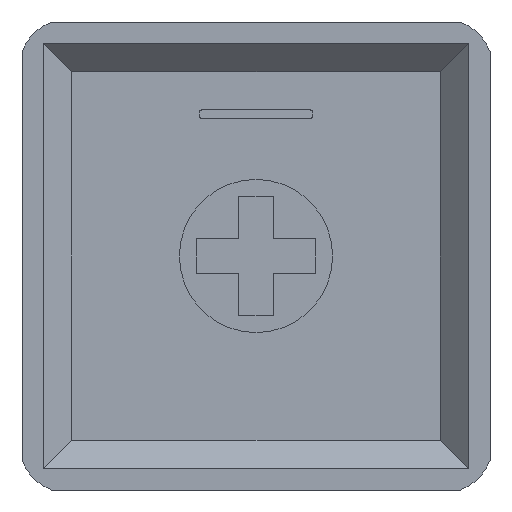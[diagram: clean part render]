
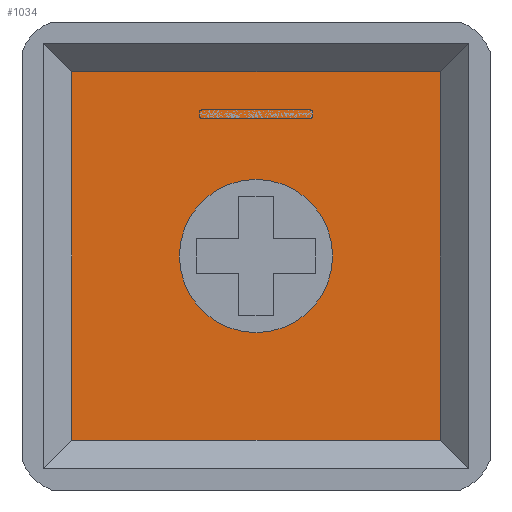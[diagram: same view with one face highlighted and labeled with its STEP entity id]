
A CAD part, front view. The second image highlights one B-rep face of the part: STEP entity #1034.
In plain terms, the highlighted planar face has unit normal (0, -1, 0).
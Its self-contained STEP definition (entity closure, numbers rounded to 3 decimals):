
#23=FACE_BOUND('',#395,.T.);
#34=PLANE('',#1110);
#92=CIRCLE('',#1111,2.7);
#136=LINE('',#2090,#225);
#137=LINE('',#2093,#226);
#139=LINE('',#2097,#228);
#140=LINE('',#2098,#229);
#225=VECTOR('',#1262,10.);
#226=VECTOR('',#1265,10.);
#228=VECTOR('',#1269,10.);
#229=VECTOR('',#1270,10.);
#327=FACE_OUTER_BOUND('',#394,.T.);
#394=EDGE_LOOP('',(#835,#836,#837,#838));
#395=EDGE_LOOP('',(#839));
#502=VERTEX_POINT('',#2086);
#503=VERTEX_POINT('',#2088);
#504=VERTEX_POINT('',#2092);
#505=VERTEX_POINT('',#2096);
#506=VERTEX_POINT('',#2099);
#622=EDGE_CURVE('',#503,#502,#136,.T.);
#623=EDGE_CURVE('',#502,#504,#137,.T.);
#625=EDGE_CURVE('',#505,#503,#139,.T.);
#626=EDGE_CURVE('',#504,#505,#140,.T.);
#627=EDGE_CURVE('',#506,#506,#92,.T.);
#835=ORIENTED_EDGE('',*,*,#622,.F.);
#836=ORIENTED_EDGE('',*,*,#625,.F.);
#837=ORIENTED_EDGE('',*,*,#626,.F.);
#838=ORIENTED_EDGE('',*,*,#623,.F.);
#839=ORIENTED_EDGE('',*,*,#627,.F.);
#1034=ADVANCED_FACE('',(#327,#23),#34,.F.);
#1110=AXIS2_PLACEMENT_3D('',#2095,#1267,#1268);
#1111=AXIS2_PLACEMENT_3D('',#2100,#1271,#1272);
#1262=DIRECTION('',(1.,0.,0.));
#1265=DIRECTION('',(0.,0.,-1.));
#1267=DIRECTION('center_axis',(0.,1.,0.));
#1268=DIRECTION('ref_axis',(-1.,0.,0.));
#1269=DIRECTION('',(0.,0.,1.));
#1270=DIRECTION('',(-1.,0.,0.));
#1271=DIRECTION('center_axis',(0.,-1.,0.));
#1272=DIRECTION('ref_axis',(1.,0.,0.));
#2086=CARTESIAN_POINT('',(6.5,2.3,6.5));
#2088=CARTESIAN_POINT('',(-6.5,2.3,6.5));
#2090=CARTESIAN_POINT('',(-3.75,2.3,6.5));
#2092=CARTESIAN_POINT('',(6.5,2.3,-6.5));
#2093=CARTESIAN_POINT('',(6.5,2.3,3.75));
#2095=CARTESIAN_POINT('Origin',(0.,2.3,0.));
#2096=CARTESIAN_POINT('',(-6.5,2.3,-6.5));
#2097=CARTESIAN_POINT('',(-6.5,2.3,-3.75));
#2098=CARTESIAN_POINT('',(3.75,2.3,-6.5));
#2099=CARTESIAN_POINT('',(-2.7,2.3,0.));
#2100=CARTESIAN_POINT('Origin',(0.,2.3,0.));
